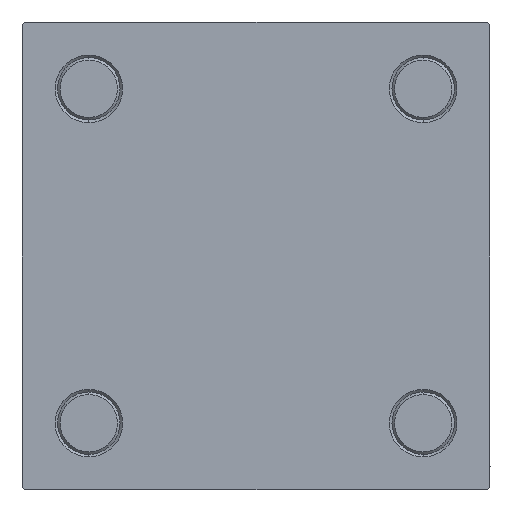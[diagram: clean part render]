
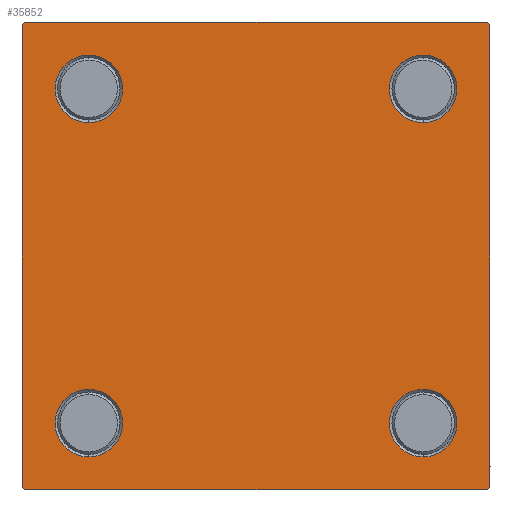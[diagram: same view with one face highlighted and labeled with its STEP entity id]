
A CAD part, left-side view. The second image highlights one B-rep face of the part: STEP entity #35852.
In plain terms, the highlighted planar face has unit normal (-1, 0, 0).
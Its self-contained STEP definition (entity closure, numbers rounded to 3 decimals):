
#130 = EDGE_CURVE ( 'NONE', #33383, #37443, #35188, .T. ) ;
#380 = VERTEX_POINT ( 'NONE', #27744 ) ;
#407 = DIRECTION ( 'NONE',  ( 1., 0., 0. ) ) ;
#1668 = ORIENTED_EDGE ( 'NONE', *, *, #21669, .T. ) ;
#2223 = EDGE_CURVE ( 'NONE', #6046, #31478, #47303, .T. ) ;
#2296 = DIRECTION ( 'NONE',  ( 1., 0., 0. ) ) ;
#2902 = VERTEX_POINT ( 'NONE', #11424 ) ;
#3376 = EDGE_CURVE ( 'NONE', #39937, #33383, #46099, .T. ) ;
#3794 = VECTOR ( 'NONE', #33032, 1000. ) ;
#4258 = CARTESIAN_POINT ( 'NONE',  ( 0., 0., 0. ) ) ;
#4762 = FACE_BOUND ( 'NONE', #16836, .T. ) ;
#4911 = VERTEX_POINT ( 'NONE', #40968 ) ;
#4933 = DIRECTION ( 'NONE',  ( 0., 0., 1. ) ) ;
#5520 = ORIENTED_EDGE ( 'NONE', *, *, #28101, .F. ) ;
#6046 = VERTEX_POINT ( 'NONE', #45345 ) ;
#6145 = EDGE_CURVE ( 'NONE', #24576, #39937, #26027, .T. ) ;
#6918 = EDGE_CURVE ( 'NONE', #23736, #2902, #14236, .T. ) ;
#7002 = LINE ( 'NONE', #22465, #15847 ) ;
#7105 = ORIENTED_EDGE ( 'NONE', *, *, #24604, .T. ) ;
#7191 = EDGE_LOOP ( 'NONE', ( #1668, #44608 ) ) ;
#7276 = EDGE_LOOP ( 'NONE', ( #22786, #10244 ) ) ;
#7436 = CARTESIAN_POINT ( 'NONE',  ( 0., -32.15, 32.15 ) ) ;
#7680 = CARTESIAN_POINT ( 'NONE',  ( 0., 32.15, -32.15 ) ) ;
#7969 = AXIS2_PLACEMENT_3D ( 'NONE', #31187, #11890, #18765 ) ;
#8034 = DIRECTION ( 'NONE',  ( 0., -1., 0. ) ) ;
#8262 = EDGE_CURVE ( 'NONE', #37443, #24891, #7002, .T. ) ;
#8273 = ORIENTED_EDGE ( 'NONE', *, *, #3376, .T. ) ;
#8315 = CARTESIAN_POINT ( 'NONE',  ( 0., -32.15, 32.15 ) ) ;
#8384 = CARTESIAN_POINT ( 'NONE',  ( 0., -45., 44.5 ) ) ;
#8690 = AXIS2_PLACEMENT_3D ( 'NONE', #23643, #30262, #42698 ) ;
#8837 = ORIENTED_EDGE ( 'NONE', *, *, #24403, .T. ) ;
#8845 = VERTEX_POINT ( 'NONE', #13676 ) ;
#9071 = DIRECTION ( 'NONE',  ( 0., 0., 1. ) ) ;
#9347 = EDGE_CURVE ( 'NONE', #4911, #8845, #44278, .T. ) ;
#9609 = ORIENTED_EDGE ( 'NONE', *, *, #130, .T. ) ;
#9810 = DIRECTION ( 'NONE',  ( 0., 0., -1. ) ) ;
#9904 = LINE ( 'NONE', #42980, #45200 ) ;
#10244 = ORIENTED_EDGE ( 'NONE', *, *, #9347, .T. ) ;
#10357 = CIRCLE ( 'NONE', #34668, 6.5 ) ;
#10993 = ORIENTED_EDGE ( 'NONE', *, *, #6145, .T. ) ;
#11302 = DIRECTION ( 'NONE',  ( 0., -0.707, -0.707 ) ) ;
#11424 = CARTESIAN_POINT ( 'NONE',  ( 0., -32.15, 38.65 ) ) ;
#11823 = CARTESIAN_POINT ( 'NONE',  ( 0., 45., 45. ) ) ;
#11890 = DIRECTION ( 'NONE',  ( 1., 0., 0. ) ) ;
#12243 = EDGE_CURVE ( 'NONE', #31478, #6046, #10357, .T. ) ;
#12375 = FACE_BOUND ( 'NONE', #7191, .T. ) ;
#12623 = DIRECTION ( 'NONE',  ( -1., 0., 0. ) ) ;
#13024 = ORIENTED_EDGE ( 'NONE', *, *, #38646, .F. ) ;
#13462 = CARTESIAN_POINT ( 'NONE',  ( 0., -32.15, 25.65 ) ) ;
#13653 = CIRCLE ( 'NONE', #7969, 6.5 ) ;
#13676 = CARTESIAN_POINT ( 'NONE',  ( 0., 32.15, 38.65 ) ) ;
#14236 = CIRCLE ( 'NONE', #27990, 6.5 ) ;
#14789 = CARTESIAN_POINT ( 'NONE',  ( 0., 45., -44.5 ) ) ;
#15619 = EDGE_LOOP ( 'NONE', ( #10993, #8273, #9609, #21943, #13024, #49929, #5520, #7105 ) ) ;
#15847 = VECTOR ( 'NONE', #26516, 1000. ) ;
#16836 = EDGE_LOOP ( 'NONE', ( #47955, #8837 ) ) ;
#17536 = CARTESIAN_POINT ( 'NONE',  ( 0., 32.15, 32.15 ) ) ;
#18765 = DIRECTION ( 'NONE',  ( 0., 0., 1. ) ) ;
#19481 = DIRECTION ( 'NONE',  ( 1., 0., 0. ) ) ;
#19590 = DIRECTION ( 'NONE',  ( 0., 0., 1. ) ) ;
#19698 = DIRECTION ( 'NONE',  ( 0., 0., -1. ) ) ;
#21070 = DIRECTION ( 'NONE',  ( 0., 0.707, 0.707 ) ) ;
#21248 = EDGE_LOOP ( 'NONE', ( #46261, #36687 ) ) ;
#21669 = EDGE_CURVE ( 'NONE', #2902, #23736, #29631, .T. ) ;
#21850 = DIRECTION ( 'NONE',  ( 0., 0., 1. ) ) ;
#21943 = ORIENTED_EDGE ( 'NONE', *, *, #8262, .T. ) ;
#22029 = CARTESIAN_POINT ( 'NONE',  ( 0., 32.15, -32.15 ) ) ;
#22465 = CARTESIAN_POINT ( 'NONE',  ( 0., -44.75, -44.75 ) ) ;
#22786 = ORIENTED_EDGE ( 'NONE', *, *, #24616, .T. ) ;
#23154 = DIRECTION ( 'NONE',  ( 1., 0., 0. ) ) ;
#23643 = CARTESIAN_POINT ( 'NONE',  ( 0., -32.15, -32.15 ) ) ;
#23736 = VERTEX_POINT ( 'NONE', #13462 ) ;
#24009 = AXIS2_PLACEMENT_3D ( 'NONE', #28022, #39724, #4933 ) ;
#24015 = LINE ( 'NONE', #31882, #44679 ) ;
#24331 = VERTEX_POINT ( 'NONE', #44508 ) ;
#24403 = EDGE_CURVE ( 'NONE', #380, #24331, #34598, .T. ) ;
#24576 = VERTEX_POINT ( 'NONE', #47270 ) ;
#24604 = EDGE_CURVE ( 'NONE', #40815, #24576, #44965, .T. ) ;
#24616 = EDGE_CURVE ( 'NONE', #8845, #4911, #43550, .T. ) ;
#24891 = VERTEX_POINT ( 'NONE', #27882 ) ;
#25129 = AXIS2_PLACEMENT_3D ( 'NONE', #4258, #12623, #9071 ) ;
#25397 = AXIS2_PLACEMENT_3D ( 'NONE', #22029, #407, #46146 ) ;
#25470 = VECTOR ( 'NONE', #38247, 1000. ) ;
#26027 = LINE ( 'NONE', #44582, #47442 ) ;
#26516 = DIRECTION ( 'NONE',  ( 0., -0.707, 0.707 ) ) ;
#26549 = EDGE_CURVE ( 'NONE', #35490, #32168, #9904, .T. ) ;
#26701 = DIRECTION ( 'NONE',  ( 0., 0., 1. ) ) ;
#27297 = CARTESIAN_POINT ( 'NONE',  ( 0., 45., -45. ) ) ;
#27744 = CARTESIAN_POINT ( 'NONE',  ( 0., -32.15, -38.65 ) ) ;
#27849 = FACE_BOUND ( 'NONE', #7276, .T. ) ;
#27882 = CARTESIAN_POINT ( 'NONE',  ( 0., -45., -44.5 ) ) ;
#27895 = CARTESIAN_POINT ( 'NONE',  ( 0., 32.15, -38.65 ) ) ;
#27990 = AXIS2_PLACEMENT_3D ( 'NONE', #8315, #19481, #50229 ) ;
#27992 = AXIS2_PLACEMENT_3D ( 'NONE', #7436, #45775, #26701 ) ;
#28022 = CARTESIAN_POINT ( 'NONE',  ( 0., 32.15, 32.15 ) ) ;
#28101 = EDGE_CURVE ( 'NONE', #40815, #32168, #49513, .T. ) ;
#28940 = EDGE_CURVE ( 'NONE', #24331, #380, #13653, .T. ) ;
#29631 = CIRCLE ( 'NONE', #27992, 6.5 ) ;
#30262 = DIRECTION ( 'NONE',  ( 1., 0., 0. ) ) ;
#30823 = CARTESIAN_POINT ( 'NONE',  ( 0., -44.5, 45. ) ) ;
#31187 = CARTESIAN_POINT ( 'NONE',  ( 0., -32.15, -32.15 ) ) ;
#31346 = CARTESIAN_POINT ( 'NONE',  ( 0., 44.75, -44.75 ) ) ;
#31478 = VERTEX_POINT ( 'NONE', #27895 ) ;
#31882 = CARTESIAN_POINT ( 'NONE',  ( 0., -45., 45. ) ) ;
#32168 = VERTEX_POINT ( 'NONE', #30823 ) ;
#33032 = DIRECTION ( 'NONE',  ( 0., 0.707, -0.707 ) ) ;
#33383 = VERTEX_POINT ( 'NONE', #47229 ) ;
#34598 = CIRCLE ( 'NONE', #8690, 6.5 ) ;
#34668 = AXIS2_PLACEMENT_3D ( 'NONE', #7680, #23154, #19590 ) ;
#35188 = LINE ( 'NONE', #27297, #25470 ) ;
#35490 = VERTEX_POINT ( 'NONE', #8384 ) ;
#35491 = PLANE ( 'NONE',  #25129 ) ;
#35624 = CARTESIAN_POINT ( 'NONE',  ( 0., -44.5, -45. ) ) ;
#35852 = ADVANCED_FACE ( 'NONE', ( #12375, #4762, #42853, #27849, #43351 ), #35491, .T. ) ;
#36687 = ORIENTED_EDGE ( 'NONE', *, *, #12243, .T. ) ;
#36841 = CARTESIAN_POINT ( 'NONE',  ( 0., 44.75, 44.75 ) ) ;
#37443 = VERTEX_POINT ( 'NONE', #35624 ) ;
#38247 = DIRECTION ( 'NONE',  ( 0., -1., 0. ) ) ;
#38646 = EDGE_CURVE ( 'NONE', #35490, #24891, #24015, .T. ) ;
#38767 = VECTOR ( 'NONE', #8034, 1000. ) ;
#39724 = DIRECTION ( 'NONE',  ( 1., 0., 0. ) ) ;
#39937 = VERTEX_POINT ( 'NONE', #14789 ) ;
#40815 = VERTEX_POINT ( 'NONE', #44397 ) ;
#40968 = CARTESIAN_POINT ( 'NONE',  ( 0., 32.15, 25.65 ) ) ;
#42469 = VECTOR ( 'NONE', #11302, 1000. ) ;
#42698 = DIRECTION ( 'NONE',  ( 0., 0., 1. ) ) ;
#42853 = FACE_BOUND ( 'NONE', #21248, .T. ) ;
#42980 = CARTESIAN_POINT ( 'NONE',  ( 0., -44.75, 44.75 ) ) ;
#43351 = FACE_OUTER_BOUND ( 'NONE', #15619, .T. ) ;
#43550 = CIRCLE ( 'NONE', #50018, 6.5 ) ;
#44278 = CIRCLE ( 'NONE', #24009, 6.5 ) ;
#44397 = CARTESIAN_POINT ( 'NONE',  ( 0., 44.5, 45. ) ) ;
#44508 = CARTESIAN_POINT ( 'NONE',  ( 0., -32.15, -25.65 ) ) ;
#44582 = CARTESIAN_POINT ( 'NONE',  ( 0., 45., 45. ) ) ;
#44608 = ORIENTED_EDGE ( 'NONE', *, *, #6918, .T. ) ;
#44679 = VECTOR ( 'NONE', #19698, 1000. ) ;
#44965 = LINE ( 'NONE', #36841, #3794 ) ;
#45200 = VECTOR ( 'NONE', #21070, 1000. ) ;
#45345 = CARTESIAN_POINT ( 'NONE',  ( 0., 32.15, -25.65 ) ) ;
#45775 = DIRECTION ( 'NONE',  ( 1., 0., 0. ) ) ;
#46099 = LINE ( 'NONE', #31346, #42469 ) ;
#46146 = DIRECTION ( 'NONE',  ( 0., 0., 1. ) ) ;
#46261 = ORIENTED_EDGE ( 'NONE', *, *, #2223, .T. ) ;
#47229 = CARTESIAN_POINT ( 'NONE',  ( 0., 44.5, -45. ) ) ;
#47270 = CARTESIAN_POINT ( 'NONE',  ( 0., 45., 44.5 ) ) ;
#47303 = CIRCLE ( 'NONE', #25397, 6.5 ) ;
#47442 = VECTOR ( 'NONE', #9810, 1000. ) ;
#47955 = ORIENTED_EDGE ( 'NONE', *, *, #28940, .T. ) ;
#49513 = LINE ( 'NONE', #11823, #38767 ) ;
#49929 = ORIENTED_EDGE ( 'NONE', *, *, #26549, .T. ) ;
#50018 = AXIS2_PLACEMENT_3D ( 'NONE', #17536, #2296, #21850 ) ;
#50229 = DIRECTION ( 'NONE',  ( 0., 0., 1. ) ) ;
